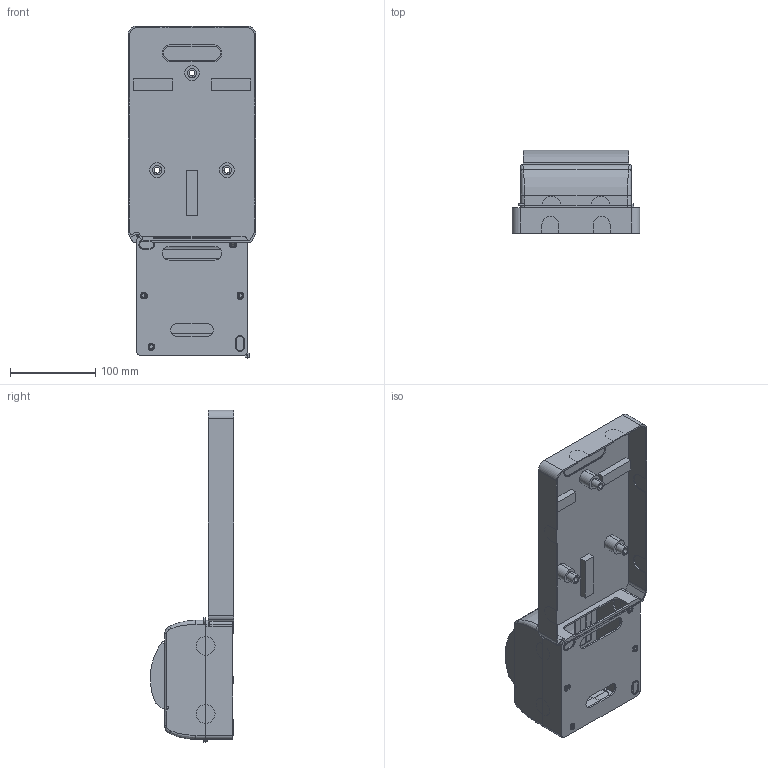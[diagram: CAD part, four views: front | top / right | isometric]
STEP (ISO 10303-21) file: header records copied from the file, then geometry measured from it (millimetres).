
FILE_DESCRIPTION (( 'STEP AP214' ), '1' );
FILE_NAME ('烂扰 111.00.001 蚜_step.STEP', '2016-12-22T12:32:46', ( '' ), ( '' ), 'SwSTEP 2.0', 'SolidWorks 2014', '' );
FILE_SCHEMA (( 'AUTOMOTIVE_DESIGN' ));
Length unit declared in the file: millimetre
Products named in the file (1): 烂扰 111.00.001 蚜_step
Bounding box: 150 x 98.06 x 390 mm (x, y, z)
Volume: 319396.4 mm3; surface area: 323074.8 mm2
Topology: 4 solids, 4 shells, 875 faces, 2315 edges, 1519 vertices
Faces by surface type: plane 634, cylinder 182, bspline 55, cone 4
Entity records: 38953 total; most frequent: CARTESIAN_POINT 7976, ORIENTED_EDGE 4622, DIRECTION 4146, EDGE_CURVE 2311, LINE 1792, VECTOR 1792, VERTEX_POINT 1519, AXIS2_PLACEMENT_3D 1177
